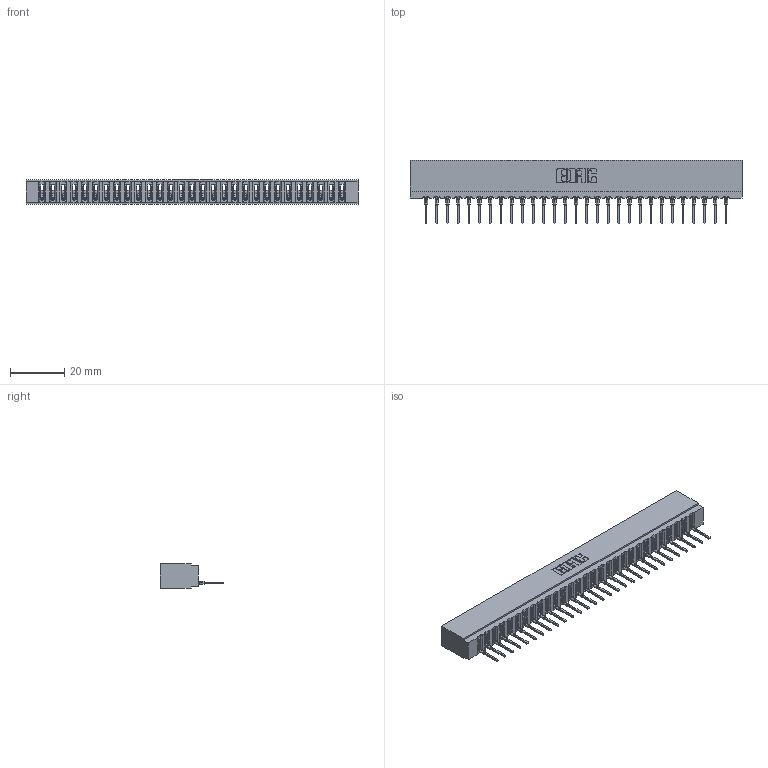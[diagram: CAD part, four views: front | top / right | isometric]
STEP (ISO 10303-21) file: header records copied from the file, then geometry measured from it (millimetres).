
FILE_DESCRIPTION (( 'STEP AP203' ), '1' );
FILE_NAME ('717-029-522-101.STEP', '2026-02-20T21:17:39', ( '' ), ( '' ), 'SwSTEP 2.0', 'SolidWorks 2023', '' );
FILE_SCHEMA (( 'CONFIG_CONTROL_DESIGN' ));
Length unit declared in the file: millimetre
Products named in the file (3): 717-029-522-101; 717 Part_Insulator Option - 06; 745-292-001_522
Assembly tree (30 placements, depth 2):
  717-029-522-101
    717 Part_Insulator Option - 06
    745-292-001_522  x29
Bounding box: 122.78 x 23.48 x 8.89 mm (x, y, z)
Volume: 10439.3 mm3; surface area: 14588 mm2
Topology: 30 solids, 30 shells, 3371 faces, 9270 edges, 5850 vertices
Faces by surface type: plane 2026, cylinder 591, bspline 580, torus 174
Entity records: 50557 total; most frequent: CARTESIAN_POINT 9414, ORIENTED_EDGE 8852, DIRECTION 7682, EDGE_CURVE 4426, LINE 4070, VECTOR 4070, VERTEX_POINT 2826, AXIS2_PLACEMENT_3D 1806
